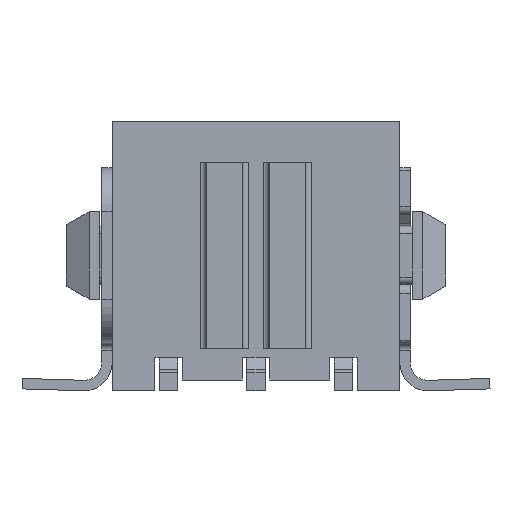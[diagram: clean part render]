
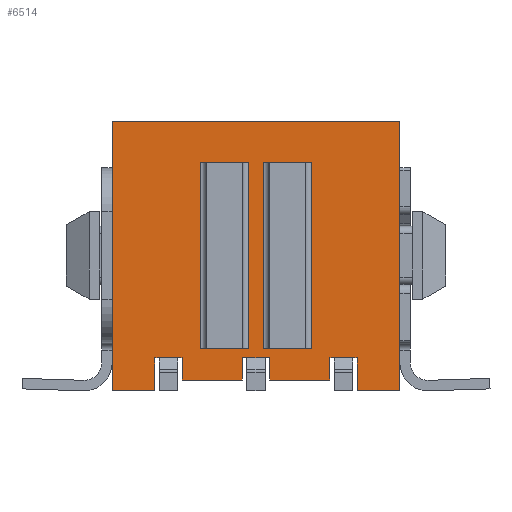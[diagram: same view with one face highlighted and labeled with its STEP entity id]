
A CAD part, front view. The second image highlights one B-rep face of the part: STEP entity #6514.
In plain terms, the highlighted planar face has unit normal (0, -1, 0).
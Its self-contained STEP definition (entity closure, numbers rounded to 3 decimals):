
#154=DIRECTION('',(0.,0.,-1.));
#155=VECTOR('',#154,9.24);
#156=CARTESIAN_POINT('',(-4.93,-3.43,0.));
#157=LINE('',#156,#155);
#1133=DIRECTION('',(0.,0.,-1.));
#1134=VECTOR('',#1133,9.24);
#1135=CARTESIAN_POINT('',(4.93,-3.43,0.));
#1136=LINE('',#1135,#1134);
#1434=DIRECTION('',(1.,0.,0.));
#1435=VECTOR('',#1434,1.65);
#1436=CARTESIAN_POINT('',(-1.9,-3.43,-7.8));
#1437=LINE('',#1436,#1435);
#1438=DIRECTION('',(0.,0.,1.));
#1439=VECTOR('',#1438,6.4);
#1440=CARTESIAN_POINT('',(-0.25,-3.43,-7.8));
#1441=LINE('',#1440,#1439);
#1442=DIRECTION('',(1.,0.,0.));
#1443=VECTOR('',#1442,1.65);
#1444=CARTESIAN_POINT('',(-1.9,-3.43,-1.4));
#1445=LINE('',#1444,#1443);
#1446=DIRECTION('',(0.,0.,1.));
#1447=VECTOR('',#1446,6.4);
#1448=CARTESIAN_POINT('',(-1.9,-3.43,-7.8));
#1449=LINE('',#1448,#1447);
#1450=DIRECTION('',(1.,0.,0.));
#1451=VECTOR('',#1450,1.65);
#1452=CARTESIAN_POINT('',(0.25,-3.43,-7.8));
#1453=LINE('',#1452,#1451);
#1454=DIRECTION('',(0.,0.,1.));
#1455=VECTOR('',#1454,6.4);
#1456=CARTESIAN_POINT('',(1.9,-3.43,-7.8));
#1457=LINE('',#1456,#1455);
#1458=DIRECTION('',(1.,0.,0.));
#1459=VECTOR('',#1458,1.65);
#1460=CARTESIAN_POINT('',(0.25,-3.43,-1.4));
#1461=LINE('',#1460,#1459);
#1462=DIRECTION('',(0.,0.,1.));
#1463=VECTOR('',#1462,6.4);
#1464=CARTESIAN_POINT('',(0.25,-3.43,-7.8));
#1465=LINE('',#1464,#1463);
#1466=DIRECTION('',(1.,0.,0.));
#1467=VECTOR('',#1466,0.145);
#1468=CARTESIAN_POINT('',(2.535,-3.43,-8.11));
#1469=LINE('',#1468,#1467);
#1470=DIRECTION('',(0.,0.,1.));
#1471=VECTOR('',#1470,0.76);
#1472=CARTESIAN_POINT('',(2.535,-3.43,-8.87));
#1473=LINE('',#1472,#1471);
#1474=DIRECTION('',(1.,0.,0.));
#1475=VECTOR('',#1474,2.07);
#1476=CARTESIAN_POINT('',(0.465,-3.43,-8.87));
#1477=LINE('',#1476,#1475);
#1478=DIRECTION('',(0.,0.,1.));
#1479=VECTOR('',#1478,0.76);
#1480=CARTESIAN_POINT('',(0.465,-3.43,-8.87));
#1481=LINE('',#1480,#1479);
#1482=DIRECTION('',(1.,0.,0.));
#1483=VECTOR('',#1482,0.145);
#1484=CARTESIAN_POINT('',(0.32,-3.43,-8.11));
#1485=LINE('',#1484,#1483);
#1486=DIRECTION('',(1.,0.,0.));
#1487=VECTOR('',#1486,0.64);
#1488=CARTESIAN_POINT('',(-0.32,-3.43,-8.11));
#1489=LINE('',#1488,#1487);
#1490=DIRECTION('',(1.,0.,0.));
#1491=VECTOR('',#1490,0.145);
#1492=CARTESIAN_POINT('',(-0.465,-3.43,-8.11));
#1493=LINE('',#1492,#1491);
#1494=DIRECTION('',(0.,0.,1.));
#1495=VECTOR('',#1494,0.76);
#1496=CARTESIAN_POINT('',(-0.465,-3.43,-8.87));
#1497=LINE('',#1496,#1495);
#1498=DIRECTION('',(1.,0.,0.));
#1499=VECTOR('',#1498,2.07);
#1500=CARTESIAN_POINT('',(-2.535,-3.43,-8.87));
#1501=LINE('',#1500,#1499);
#1502=DIRECTION('',(0.,0.,1.));
#1503=VECTOR('',#1502,0.76);
#1504=CARTESIAN_POINT('',(-2.535,-3.43,-8.87));
#1505=LINE('',#1504,#1503);
#1506=DIRECTION('',(1.,0.,0.));
#1507=VECTOR('',#1506,0.145);
#1508=CARTESIAN_POINT('',(-2.68,-3.43,-8.11));
#1509=LINE('',#1508,#1507);
#1510=DIRECTION('',(1.,0.,0.));
#1511=VECTOR('',#1510,0.64);
#1512=CARTESIAN_POINT('',(-3.32,-3.43,-8.11));
#1513=LINE('',#1512,#1511);
#1514=DIRECTION('',(1.,0.,0.));
#1515=VECTOR('',#1514,0.145);
#1516=CARTESIAN_POINT('',(-3.465,-3.43,-8.11));
#1517=LINE('',#1516,#1515);
#1518=DIRECTION('',(0.,0.,1.));
#1519=VECTOR('',#1518,1.13);
#1520=CARTESIAN_POINT('',(-3.465,-3.43,-9.24));
#1521=LINE('',#1520,#1519);
#1522=DIRECTION('',(1.,0.,0.));
#1523=VECTOR('',#1522,9.86);
#1524=CARTESIAN_POINT('',(-4.93,-3.43,0.));
#1525=LINE('',#1524,#1523);
#1526=DIRECTION('',(0.,0.,1.));
#1527=VECTOR('',#1526,1.13);
#1528=CARTESIAN_POINT('',(3.465,-3.43,-9.24));
#1529=LINE('',#1528,#1527);
#1530=DIRECTION('',(1.,0.,0.));
#1531=VECTOR('',#1530,0.145);
#1532=CARTESIAN_POINT('',(3.32,-3.43,-8.11));
#1533=LINE('',#1532,#1531);
#1534=DIRECTION('',(1.,0.,0.));
#1535=VECTOR('',#1534,0.64);
#1536=CARTESIAN_POINT('',(2.68,-3.43,-8.11));
#1537=LINE('',#1536,#1535);
#3644=DIRECTION('',(1.,0.,0.));
#3645=VECTOR('',#3644,1.465);
#3646=CARTESIAN_POINT('',(-4.93,-3.43,-9.24));
#3647=LINE('',#3646,#3645);
#3652=DIRECTION('',(1.,0.,0.));
#3653=VECTOR('',#3652,1.465);
#3654=CARTESIAN_POINT('',(3.465,-3.43,-9.24));
#3655=LINE('',#3654,#3653);
#3677=CARTESIAN_POINT('',(-4.93,-3.43,0.));
#3679=VERTEX_POINT('',#3677);
#3680=CARTESIAN_POINT('',(-4.93,-3.43,-9.24));
#3681=VERTEX_POINT('',#3680);
#3693=CARTESIAN_POINT('',(4.93,-3.43,0.));
#3695=VERTEX_POINT('',#3693);
#3696=CARTESIAN_POINT('',(4.93,-3.43,-9.24));
#3697=VERTEX_POINT('',#3696);
#3752=CARTESIAN_POINT('',(-1.9,-3.43,-7.8));
#3753=CARTESIAN_POINT('',(-0.25,-3.43,-7.8));
#3754=VERTEX_POINT('',#3752);
#3755=VERTEX_POINT('',#3753);
#3756=CARTESIAN_POINT('',(0.25,-3.43,-7.8));
#3757=CARTESIAN_POINT('',(1.9,-3.43,-7.8));
#3758=VERTEX_POINT('',#3756);
#3759=VERTEX_POINT('',#3757);
#3760=CARTESIAN_POINT('',(-1.9,-3.43,-1.4));
#3761=CARTESIAN_POINT('',(-0.25,-3.43,-1.4));
#3762=VERTEX_POINT('',#3760);
#3763=VERTEX_POINT('',#3761);
#3764=CARTESIAN_POINT('',(0.25,-3.43,-1.4));
#3765=CARTESIAN_POINT('',(1.9,-3.43,-1.4));
#3766=VERTEX_POINT('',#3764);
#3767=VERTEX_POINT('',#3765);
#3792=CARTESIAN_POINT('',(-3.465,-3.43,-9.24));
#3793=CARTESIAN_POINT('',(-3.465,-3.43,-8.11));
#3794=VERTEX_POINT('',#3792);
#3795=VERTEX_POINT('',#3793);
#3813=CARTESIAN_POINT('',(-2.535,-3.43,-8.11));
#3815=VERTEX_POINT('',#3813);
#3840=CARTESIAN_POINT('',(-2.68,-3.43,-8.11));
#3842=VERTEX_POINT('',#3840);
#3880=CARTESIAN_POINT('',(-3.32,-3.43,-8.11));
#3881=VERTEX_POINT('',#3880);
#4133=CARTESIAN_POINT('',(0.465,-3.43,-8.11));
#4135=VERTEX_POINT('',#4133);
#4136=CARTESIAN_POINT('',(-0.465,-3.43,-8.11));
#4137=VERTEX_POINT('',#4136);
#4138=CARTESIAN_POINT('',(3.465,-3.43,-9.24));
#4139=CARTESIAN_POINT('',(3.465,-3.43,-8.11));
#4140=VERTEX_POINT('',#4138);
#4141=VERTEX_POINT('',#4139);
#4160=CARTESIAN_POINT('',(2.535,-3.43,-8.11));
#4161=VERTEX_POINT('',#4160);
#4162=CARTESIAN_POINT('',(-2.535,-3.43,-8.87));
#4163=CARTESIAN_POINT('',(-0.465,-3.43,-8.87));
#4164=VERTEX_POINT('',#4162);
#4165=VERTEX_POINT('',#4163);
#4166=CARTESIAN_POINT('',(0.465,-3.43,-8.87));
#4167=CARTESIAN_POINT('',(2.535,-3.43,-8.87));
#4168=VERTEX_POINT('',#4166);
#4169=VERTEX_POINT('',#4167);
#4620=CARTESIAN_POINT('',(-0.32,-3.43,-8.11));
#4621=CARTESIAN_POINT('',(0.32,-3.43,-8.11));
#4622=VERTEX_POINT('',#4620);
#4623=VERTEX_POINT('',#4621);
#4740=CARTESIAN_POINT('',(2.68,-3.43,-8.11));
#4741=CARTESIAN_POINT('',(3.32,-3.43,-8.11));
#4742=VERTEX_POINT('',#4740);
#4743=VERTEX_POINT('',#4741);
#6452=CARTESIAN_POINT('',(-4.93,-3.43,0.));
#6453=DIRECTION('',(0.,-1.,0.));
#6454=DIRECTION('',(0.,0.,-1.));
#6455=AXIS2_PLACEMENT_3D('',#6452,#6453,#6454);
#6456=PLANE('',#6455);
#6457=ORIENTED_EDGE('',*,*,#5643,.F.);
#6459=ORIENTED_EDGE('',*,*,#6458,.F.);
#6461=ORIENTED_EDGE('',*,*,#6460,.F.);
#6463=ORIENTED_EDGE('',*,*,#6462,.T.);
#6464=ORIENTED_EDGE('',*,*,#5635,.F.);
#6466=ORIENTED_EDGE('',*,*,#6465,.F.);
#6467=ORIENTED_EDGE('',*,*,#5627,.F.);
#6469=ORIENTED_EDGE('',*,*,#6468,.F.);
#6471=ORIENTED_EDGE('',*,*,#6470,.F.);
#6473=ORIENTED_EDGE('',*,*,#6472,.T.);
#6474=ORIENTED_EDGE('',*,*,#5619,.F.);
#6476=ORIENTED_EDGE('',*,*,#6475,.F.);
#6477=ORIENTED_EDGE('',*,*,#5611,.F.);
#6478=ORIENTED_EDGE('',*,*,#6443,.F.);
#6480=ORIENTED_EDGE('',*,*,#6479,.F.);
#6481=ORIENTED_EDGE('',*,*,#4801,.F.);
#6483=ORIENTED_EDGE('',*,*,#6482,.T.);
#6484=ORIENTED_EDGE('',*,*,#5868,.T.);
#6486=ORIENTED_EDGE('',*,*,#6485,.F.);
#6488=ORIENTED_EDGE('',*,*,#6487,.T.);
#6489=ORIENTED_EDGE('',*,*,#5651,.F.);
#6491=ORIENTED_EDGE('',*,*,#6490,.F.);
#6492=EDGE_LOOP('',(#6457,#6459,#6461,#6463,#6464,#6466,#6467,#6469,#6471,#6473,
#6474,#6476,#6477,#6478,#6480,#6481,#6483,#6484,#6486,#6488,#6489,#6491));
#6493=FACE_OUTER_BOUND('',#6492,.F.);
#6495=ORIENTED_EDGE('',*,*,#6494,.T.);
#6497=ORIENTED_EDGE('',*,*,#6496,.T.);
#6499=ORIENTED_EDGE('',*,*,#6498,.F.);
#6501=ORIENTED_EDGE('',*,*,#6500,.F.);
#6502=EDGE_LOOP('',(#6495,#6497,#6499,#6501));
#6503=FACE_BOUND('',#6502,.F.);
#6505=ORIENTED_EDGE('',*,*,#6504,.T.);
#6507=ORIENTED_EDGE('',*,*,#6506,.T.);
#6509=ORIENTED_EDGE('',*,*,#6508,.F.);
#6511=ORIENTED_EDGE('',*,*,#6510,.F.);
#6512=EDGE_LOOP('',(#6505,#6507,#6509,#6511));
#6513=FACE_BOUND('',#6512,.F.);
#4801=EDGE_CURVE('',#3679,#3681,#157,.T.);
#5611=EDGE_CURVE('',#3795,#3881,#1517,.T.);
#5619=EDGE_CURVE('',#3842,#3815,#1509,.T.);
#5627=EDGE_CURVE('',#4137,#4622,#1493,.T.);
#5635=EDGE_CURVE('',#4623,#4135,#1485,.T.);
#5643=EDGE_CURVE('',#4161,#4742,#1469,.T.);
#5651=EDGE_CURVE('',#4743,#4141,#1533,.T.);
#5868=EDGE_CURVE('',#3695,#3697,#1136,.T.);
#6443=EDGE_CURVE('',#3794,#3795,#1521,.T.);
#6458=EDGE_CURVE('',#4169,#4161,#1473,.T.);
#6460=EDGE_CURVE('',#4168,#4169,#1477,.T.);
#6462=EDGE_CURVE('',#4168,#4135,#1481,.T.);
#6465=EDGE_CURVE('',#4622,#4623,#1489,.T.);
#6468=EDGE_CURVE('',#4165,#4137,#1497,.T.);
#6470=EDGE_CURVE('',#4164,#4165,#1501,.T.);
#6472=EDGE_CURVE('',#4164,#3815,#1505,.T.);
#6475=EDGE_CURVE('',#3881,#3842,#1513,.T.);
#6479=EDGE_CURVE('',#3681,#3794,#3647,.T.);
#6482=EDGE_CURVE('',#3679,#3695,#1525,.T.);
#6485=EDGE_CURVE('',#4140,#3697,#3655,.T.);
#6487=EDGE_CURVE('',#4140,#4141,#1529,.T.);
#6490=EDGE_CURVE('',#4742,#4743,#1537,.T.);
#6494=EDGE_CURVE('',#3758,#3759,#1453,.T.);
#6496=EDGE_CURVE('',#3759,#3767,#1457,.T.);
#6498=EDGE_CURVE('',#3766,#3767,#1461,.T.);
#6500=EDGE_CURVE('',#3758,#3766,#1465,.T.);
#6504=EDGE_CURVE('',#3754,#3755,#1437,.T.);
#6506=EDGE_CURVE('',#3755,#3763,#1441,.T.);
#6508=EDGE_CURVE('',#3762,#3763,#1445,.T.);
#6510=EDGE_CURVE('',#3754,#3762,#1449,.T.);
#6514=ADVANCED_FACE('',(#6493,#6503,#6513),#6456,.T.);
